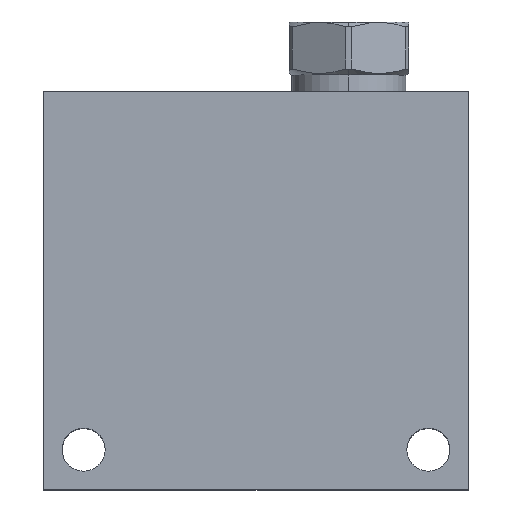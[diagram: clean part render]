
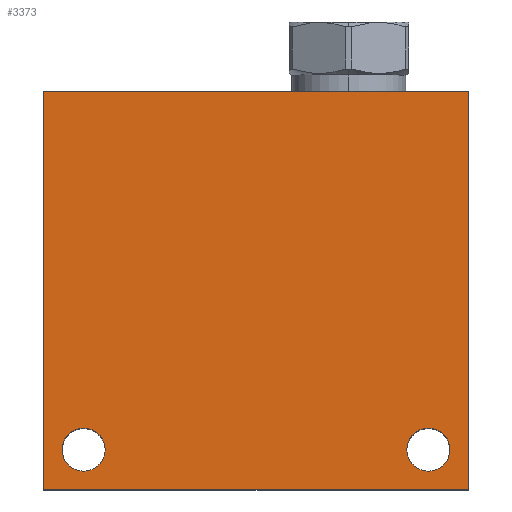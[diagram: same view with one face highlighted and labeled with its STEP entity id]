
A CAD part, top view. The second image highlights one B-rep face of the part: STEP entity #3373.
In plain terms, the highlighted planar face has unit normal (0, 0, 1).
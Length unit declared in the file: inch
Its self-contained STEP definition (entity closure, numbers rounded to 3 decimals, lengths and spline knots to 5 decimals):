
#143=DIRECTION('',(0.,-1.,0.));
#144=VECTOR('',#143,3.75);
#145=CARTESIAN_POINT('',(0.,0.,3.));
#146=LINE('',#145,#144);
#147=DIRECTION('',(-1.,0.,0.));
#148=VECTOR('',#147,4.);
#149=CARTESIAN_POINT('',(4.,0.,3.));
#150=LINE('',#149,#148);
#151=DIRECTION('',(0.,1.,0.));
#152=VECTOR('',#151,3.75);
#153=CARTESIAN_POINT('',(4.,-3.75,3.));
#154=LINE('',#153,#152);
#155=DIRECTION('',(1.,0.,0.));
#156=VECTOR('',#155,4.);
#157=CARTESIAN_POINT('',(0.,-3.75,3.));
#158=LINE('',#157,#156);
#159=CARTESIAN_POINT('',(0.375,-3.375,3.));
#160=DIRECTION('',(0.,0.,-1.));
#161=DIRECTION('',(-1.,0.,0.));
#162=AXIS2_PLACEMENT_3D('',#159,#160,#161);
#164=CARTESIAN_POINT('',(0.375,-3.375,3.));
#165=DIRECTION('',(0.,0.,-1.));
#166=DIRECTION('',(1.,0.,0.));
#167=AXIS2_PLACEMENT_3D('',#164,#165,#166);
#169=CARTESIAN_POINT('',(3.625,-3.375,3.));
#170=DIRECTION('',(0.,0.,-1.));
#171=DIRECTION('',(-1.,0.,0.));
#172=AXIS2_PLACEMENT_3D('',#169,#170,#171);
#174=CARTESIAN_POINT('',(3.625,-3.375,3.));
#175=DIRECTION('',(0.,0.,-1.));
#176=DIRECTION('',(1.,0.,0.));
#177=AXIS2_PLACEMENT_3D('',#174,#175,#176);
#2788=CARTESIAN_POINT('',(0.,0.,3.));
#2789=CARTESIAN_POINT('',(0.,-3.75,3.));
#2790=VERTEX_POINT('',#2788);
#2791=VERTEX_POINT('',#2789);
#2792=CARTESIAN_POINT('',(4.,-3.75,3.));
#2793=VERTEX_POINT('',#2792);
#2794=CARTESIAN_POINT('',(4.,0.,3.));
#2795=VERTEX_POINT('',#2794);
#2796=CARTESIAN_POINT('',(0.172,-3.375,3.));
#2797=CARTESIAN_POINT('',(0.578,-3.375,3.));
#2798=VERTEX_POINT('',#2796);
#2799=VERTEX_POINT('',#2797);
#2800=CARTESIAN_POINT('',(3.422,-3.375,3.));
#2801=CARTESIAN_POINT('',(3.828,-3.375,3.));
#2802=VERTEX_POINT('',#2800);
#2803=VERTEX_POINT('',#2801);
#3350=CARTESIAN_POINT('',(0.,0.,3.));
#3351=DIRECTION('',(0.,0.,1.));
#3352=DIRECTION('',(1.,0.,0.));
#3353=AXIS2_PLACEMENT_3D('',#3350,#3351,#3352);
#3354=PLANE('',#3353);
#3355=ORIENTED_EDGE('',*,*,#3248,.F.);
#3356=ORIENTED_EDGE('',*,*,#3287,.F.);
#3357=ORIENTED_EDGE('',*,*,#3313,.F.);
#3358=ORIENTED_EDGE('',*,*,#3338,.F.);
#3359=EDGE_LOOP('',(#3355,#3356,#3357,#3358));
#3360=FACE_OUTER_BOUND('',#3359,.F.);
#3362=ORIENTED_EDGE('',*,*,#3361,.F.);
#3364=ORIENTED_EDGE('',*,*,#3363,.F.);
#3365=EDGE_LOOP('',(#3362,#3364));
#3366=FACE_BOUND('',#3365,.F.);
#3368=ORIENTED_EDGE('',*,*,#3367,.F.);
#3370=ORIENTED_EDGE('',*,*,#3369,.F.);
#3371=EDGE_LOOP('',(#3368,#3370));
#3372=FACE_BOUND('',#3371,.F.);
#3373=ADVANCED_FACE('',(#3360,#3366,#3372),#3354,.T.);
#163=CIRCLE('',#162,0.203);
#168=CIRCLE('',#167,0.203);
#173=CIRCLE('',#172,0.203);
#178=CIRCLE('',#177,0.203);
#3248=EDGE_CURVE('',#2790,#2791,#146,.T.);
#3287=EDGE_CURVE('',#2795,#2790,#150,.T.);
#3313=EDGE_CURVE('',#2793,#2795,#154,.T.);
#3338=EDGE_CURVE('',#2791,#2793,#158,.T.);
#3361=EDGE_CURVE('',#2798,#2799,#163,.T.);
#3363=EDGE_CURVE('',#2799,#2798,#168,.T.);
#3367=EDGE_CURVE('',#2802,#2803,#173,.T.);
#3369=EDGE_CURVE('',#2803,#2802,#178,.T.);
